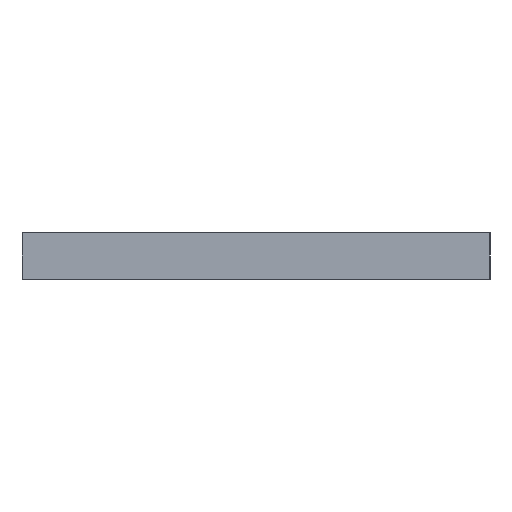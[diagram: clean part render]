
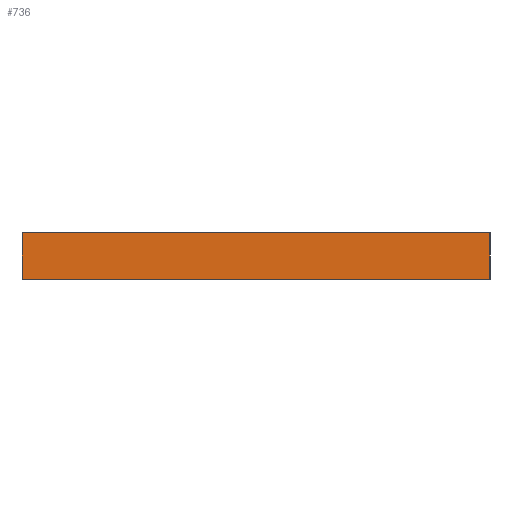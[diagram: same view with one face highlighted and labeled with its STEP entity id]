
A CAD part, left-side view. The second image highlights one B-rep face of the part: STEP entity #736.
In plain terms, the highlighted planar face has unit normal (-1, 0, 0).
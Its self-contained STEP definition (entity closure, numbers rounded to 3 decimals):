
#68=PLANE('',#816);
#102=FACE_OUTER_BOUND('',#136,.T.);
#136=EDGE_LOOP('',(#621,#622,#623,#624));
#230=LINE('',#1191,#294);
#238=LINE('',#1206,#302);
#239=LINE('',#1208,#303);
#240=LINE('',#1209,#304);
#294=VECTOR('',#996,10.);
#302=VECTOR('',#1008,10.);
#303=VECTOR('',#1011,10.);
#304=VECTOR('',#1012,10.);
#393=VERTEX_POINT('',#1187);
#395=VERTEX_POINT('',#1190);
#399=VERTEX_POINT('',#1202);
#400=VERTEX_POINT('',#1204);
#486=EDGE_CURVE('',#393,#395,#230,.T.);
#494=EDGE_CURVE('',#399,#400,#238,.T.);
#495=EDGE_CURVE('',#399,#393,#239,.T.);
#496=EDGE_CURVE('',#395,#400,#240,.T.);
#621=ORIENTED_EDGE('',*,*,#495,.F.);
#622=ORIENTED_EDGE('',*,*,#494,.T.);
#623=ORIENTED_EDGE('',*,*,#496,.F.);
#624=ORIENTED_EDGE('',*,*,#486,.F.);
#736=ADVANCED_FACE('',(#102),#68,.T.);
#816=AXIS2_PLACEMENT_3D('',#1207,#1009,#1010);
#996=DIRECTION('',(0.,0.,-1.));
#1008=DIRECTION('',(0.,0.,-1.));
#1009=DIRECTION('center_axis',(-1.,0.,0.));
#1010=DIRECTION('ref_axis',(0.,1.,0.));
#1011=DIRECTION('',(0.,-1.,0.));
#1012=DIRECTION('',(0.,1.,0.));
#1187=CARTESIAN_POINT('',(-60.,-15.,0.));
#1190=CARTESIAN_POINT('',(-60.,-15.,-3.));
#1191=CARTESIAN_POINT('',(-60.,-15.,0.));
#1202=CARTESIAN_POINT('',(-60.,15.,0.));
#1204=CARTESIAN_POINT('',(-60.,15.,-3.));
#1206=CARTESIAN_POINT('',(-60.,15.,0.));
#1207=CARTESIAN_POINT('Origin',(-60.,-15.,0.));
#1208=CARTESIAN_POINT('',(-60.,15.,0.));
#1209=CARTESIAN_POINT('',(-60.,15.,-3.));
